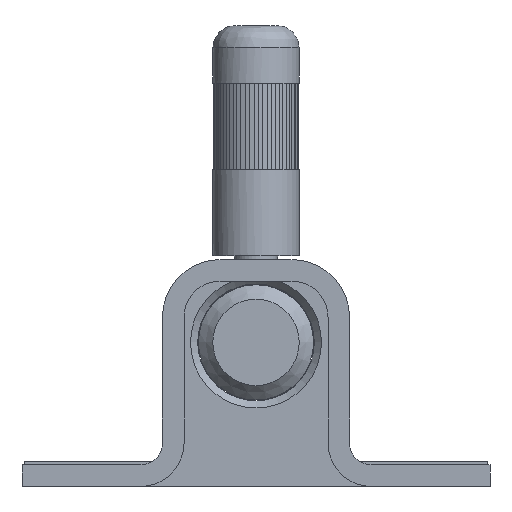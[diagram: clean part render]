
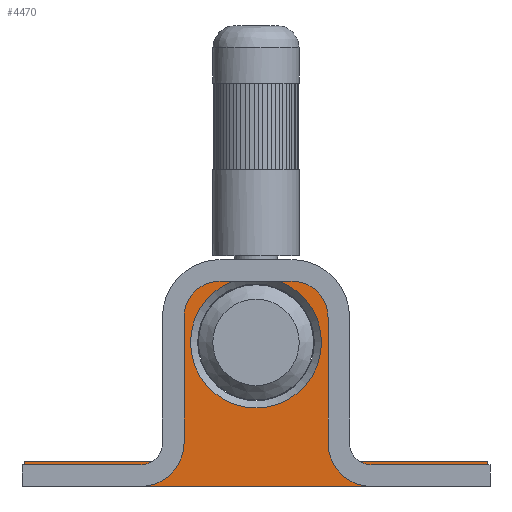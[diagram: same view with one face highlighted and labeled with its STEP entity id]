
A CAD part, left-side view. The second image highlights one B-rep face of the part: STEP entity #4470.
In plain terms, the highlighted planar face has unit normal (-1, 0, 0).
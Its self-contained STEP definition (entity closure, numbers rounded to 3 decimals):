
#54=CIRCLE('',#4693,9.1);
#62=CIRCLE('',#4703,11.5);
#63=CIRCLE('',#4704,2.);
#64=CIRCLE('',#4705,2.);
#162=FACE_BOUND('',#693,.T.);
#442=FACE_OUTER_BOUND('',#692,.T.);
#692=EDGE_LOOP('',(#3337,#3338,#3339,#3340,#3341,#3342,#3343,#3344,#3345,
#3346));
#693=EDGE_LOOP('',(#3347));
#1038=LINE('',#7110,#1472);
#1039=LINE('',#7114,#1473);
#1040=LINE('',#7116,#1474);
#1041=LINE('',#7118,#1475);
#1042=LINE('',#7120,#1476);
#1043=LINE('',#7122,#1477);
#1044=LINE('',#7125,#1478);
#1472=VECTOR('',#5260,10.);
#1473=VECTOR('',#5263,10.);
#1474=VECTOR('',#5264,10.);
#1475=VECTOR('',#5265,10.);
#1476=VECTOR('',#5266,10.);
#1477=VECTOR('',#5267,10.);
#1478=VECTOR('',#5270,10.);
#1914=VERTEX_POINT('',#6957);
#1935=VERTEX_POINT('',#7106);
#1936=VERTEX_POINT('',#7107);
#1937=VERTEX_POINT('',#7109);
#1938=VERTEX_POINT('',#7111);
#1939=VERTEX_POINT('',#7113);
#1940=VERTEX_POINT('',#7115);
#1941=VERTEX_POINT('',#7117);
#1942=VERTEX_POINT('',#7119);
#1943=VERTEX_POINT('',#7121);
#1944=VERTEX_POINT('',#7123);
#2422=EDGE_CURVE('',#1914,#1914,#54,.T.);
#2444=EDGE_CURVE('',#1935,#1936,#62,.T.);
#2445=EDGE_CURVE('',#1937,#1935,#1038,.T.);
#2446=EDGE_CURVE('',#1938,#1937,#63,.T.);
#2447=EDGE_CURVE('',#1939,#1938,#1039,.T.);
#2448=EDGE_CURVE('',#1940,#1939,#1040,.T.);
#2449=EDGE_CURVE('',#1941,#1940,#1041,.T.);
#2450=EDGE_CURVE('',#1942,#1941,#1042,.T.);
#2451=EDGE_CURVE('',#1943,#1942,#1043,.T.);
#2452=EDGE_CURVE('',#1944,#1943,#64,.T.);
#2453=EDGE_CURVE('',#1936,#1944,#1044,.T.);
#3337=ORIENTED_EDGE('',*,*,#2444,.F.);
#3338=ORIENTED_EDGE('',*,*,#2445,.F.);
#3339=ORIENTED_EDGE('',*,*,#2446,.F.);
#3340=ORIENTED_EDGE('',*,*,#2447,.F.);
#3341=ORIENTED_EDGE('',*,*,#2448,.F.);
#3342=ORIENTED_EDGE('',*,*,#2449,.F.);
#3343=ORIENTED_EDGE('',*,*,#2450,.F.);
#3344=ORIENTED_EDGE('',*,*,#2451,.F.);
#3345=ORIENTED_EDGE('',*,*,#2452,.F.);
#3346=ORIENTED_EDGE('',*,*,#2453,.F.);
#3347=ORIENTED_EDGE('',*,*,#2422,.F.);
#4037=PLANE('',#4702);
#4470=ADVANCED_FACE('',(#442,#162),#4037,.F.);
#4693=AXIS2_PLACEMENT_3D('',#6958,#5232,#5233);
#4702=AXIS2_PLACEMENT_3D('',#7105,#5256,#5257);
#4703=AXIS2_PLACEMENT_3D('',#7108,#5258,#5259);
#4704=AXIS2_PLACEMENT_3D('',#7112,#5261,#5262);
#4705=AXIS2_PLACEMENT_3D('',#7124,#5268,#5269);
#5232=DIRECTION('center_axis',(-1.,0.,0.));
#5233=DIRECTION('ref_axis',(0.,-1.,0.));
#5256=DIRECTION('center_axis',(1.,0.,0.));
#5257=DIRECTION('ref_axis',(0.,-1.,0.));
#5258=DIRECTION('center_axis',(1.,0.,0.));
#5259=DIRECTION('ref_axis',(0.,1.,0.));
#5260=DIRECTION('',(0.,0.,1.));
#5261=DIRECTION('center_axis',(-1.,0.,0.));
#5262=DIRECTION('ref_axis',(0.,1.,0.));
#5263=DIRECTION('',(0.,-1.,0.));
#5264=DIRECTION('',(0.,-0.088,0.996));
#5265=DIRECTION('',(0.,1.,0.));
#5266=DIRECTION('',(0.,-0.088,-0.996));
#5267=DIRECTION('',(0.,-1.,0.));
#5268=DIRECTION('center_axis',(-1.,0.,0.));
#5269=DIRECTION('ref_axis',(0.,0.,1.));
#5270=DIRECTION('',(0.,0.,-1.));
#6957=CARTESIAN_POINT('',(0.,9.1,20.));
#6958=CARTESIAN_POINT('Origin',(0.,0.,
20.));
#7105=CARTESIAN_POINT('Origin',(0.,0.,
24.033));
#7106=CARTESIAN_POINT('',(0.,11.5,20.));
#7107=CARTESIAN_POINT('',(0.,-11.5,20.));
#7108=CARTESIAN_POINT('Origin',(0.,0.,
20.));
#7109=CARTESIAN_POINT('',(0.,11.5,5.5));
#7110=CARTESIAN_POINT('',(0.,11.5,5.5));
#7111=CARTESIAN_POINT('',(0.,13.5,3.5));
#7112=CARTESIAN_POINT('Origin',(0.,13.5,5.5));
#7113=CARTESIAN_POINT('',(0.,32.19,3.5));
#7114=CARTESIAN_POINT('',(0.,32.5,3.5));
#7115=CARTESIAN_POINT('',(0.,32.5,0.));
#7116=CARTESIAN_POINT('',(0.,32.5,0.));
#7117=CARTESIAN_POINT('',(0.,-32.5,0.));
#7118=CARTESIAN_POINT('',(0.,-32.5,0.));
#7119=CARTESIAN_POINT('',(0.,-32.19,3.5));
#7120=CARTESIAN_POINT('',(0.,-32.19,3.5));
#7121=CARTESIAN_POINT('',(0.,-13.5,3.5));
#7122=CARTESIAN_POINT('',(0.,-13.5,3.5));
#7123=CARTESIAN_POINT('',(0.,-11.5,5.5));
#7124=CARTESIAN_POINT('Origin',(0.,-13.5,
5.5));
#7125=CARTESIAN_POINT('',(0.,-11.5,20.));
